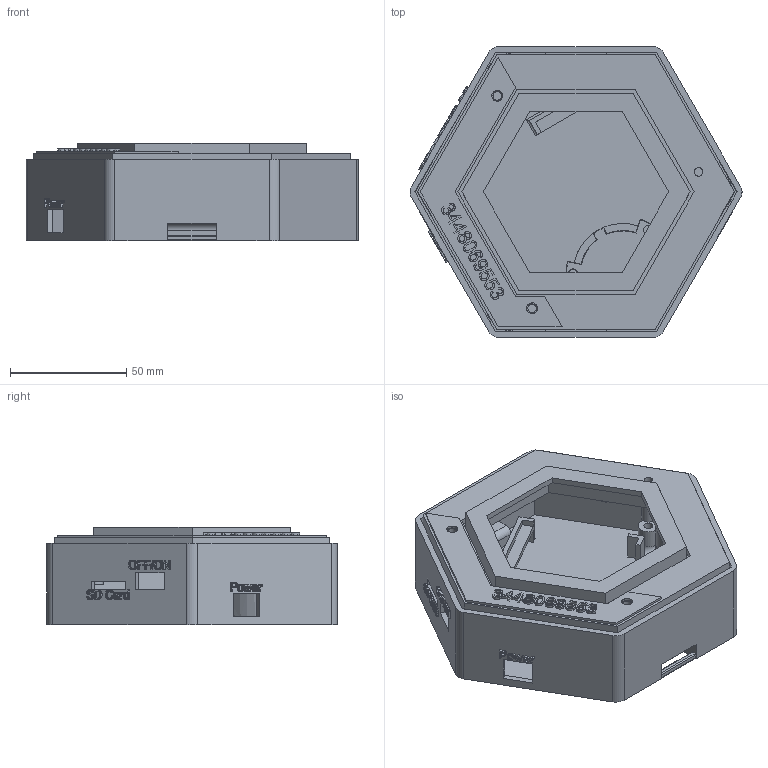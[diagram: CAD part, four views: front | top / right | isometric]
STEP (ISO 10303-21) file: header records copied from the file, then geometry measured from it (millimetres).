
FILE_DESCRIPTION(/* description */ (''),/* implementation_level */ '2;1');
FILE_NAME(/* name */ 'Bee Buttons Housing.step',/* time_stamp */ '2022-11-27T23:39:11+01:00',/* author */ (''),/* organization */ (''),/* preprocessor_version */ 'ST-DEVELOPER v19.2',/* originating_system */ 'Autodesk Translation Framework v11.17.0.187',/* authorisation */ '');
FILE_SCHEMA (('AUTOMOTIVE_DESIGN { 1 0 10303 214 3 1 1 }'));
Length unit declared in the file: millimetre
Products named in the file (1): Bee Buttons Inside
Bounding box: 142.79 x 125.1 x 42 mm (x, y, z)
Volume: 134450.4 mm3; surface area: 115991.5 mm2
Topology: 5 solids, 5 shells, 918 faces, 2491 edges, 1649 vertices
Faces by surface type: bspline 412, plane 381, cylinder 109, torus 16
Full cylindrical faces by diameter (mm): 2 x24, 3.7 x3, 3.9 x12, 4.7 x2, 6.2 x3, 7 x4, 8 x3, 9.2 x3, 10 x3, 15 x1, 33 x1, 37 x1
Entity records: 34204 total; most frequent: CARTESIAN_POINT 13488, ORIENTED_EDGE 4982, DIRECTION 2915, EDGE_CURVE 2491, VERTEX_POINT 1649, LINE 1383, VECTOR 1383, EDGE_LOOP 1070
